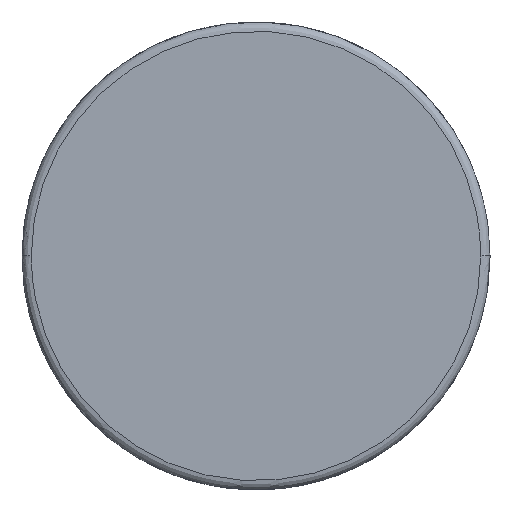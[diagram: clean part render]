
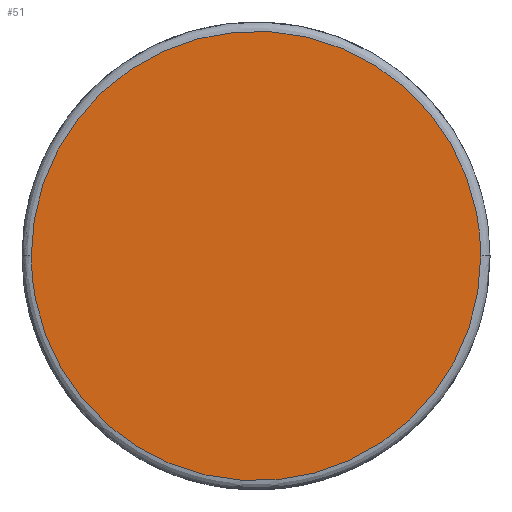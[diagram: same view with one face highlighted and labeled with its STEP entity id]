
A CAD part, top view. The second image highlights one B-rep face of the part: STEP entity #51.
In plain terms, the highlighted free-form (B-spline) face has degree [1, 1] with [2, 2] control points.
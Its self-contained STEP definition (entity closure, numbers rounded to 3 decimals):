
#51=ADVANCED_FACE($,(#87),#434,.T.);
#87=FACE_OUTER_BOUND($,#123,.T.);
#123=EDGE_LOOP($,(#254,#255));
#254=ORIENTED_EDGE($,*,*,#349,.F.);
#255=ORIENTED_EDGE($,*,*,#338,.F.);
#338=EDGE_CURVE($,#392,#398,#452,.T.);
#349=EDGE_CURVE($,#398,#392,#461,.T.);
#392=VERTEX_POINT($,#2420);
#398=VERTEX_POINT($,#2426);
#434=B_SPLINE_SURFACE_WITH_KNOTS($,1,1,((#1982,#1983),(#1984,#1985)),.UNSPECIFIED.,
.F.,.F.,.F.,(2,2),(2,2),(-475.11,-4.89),(-235.11,
235.11),.UNSPECIFIED.);
#452=(
BOUNDED_CURVE()
B_SPLINE_CURVE(3,(#1674,#1675,#1676,#1677,#1678,#1679,#1680,#1681,#1682,
#1683,#1684,#1685,#1686,#1687,#1688,#1689,#1690,#1691,#1692,#1693,#1694,
#1695,#1696,#1697,#1698,#1699,#1700,#1701,#1702,#1703,#1704,#1705,#1706,
#1707,#1708),.UNSPECIFIED.,.F.,.F.)
B_SPLINE_CURVE_WITH_KNOTS((4,1,1,1,1,1,1,1,1,1,1,1,1,1,1,1,1,1,1,1,1,1,1,
1,1,1,1,1,1,1,1,1,4),(0.,32.716,52.795,73.386,
94.064,115.102,136.789,158.674,180.288,
201.905,223.801,245.505,266.564,287.269,
307.893,328.009,362.068,394.784,414.863,
435.454,456.132,477.17,498.857,520.743,
542.357,563.974,585.869,607.573,628.633,
649.338,669.961,690.077,724.137),.UNSPECIFIED.)
CURVE()
GEOMETRIC_REPRESENTATION_ITEM()
RATIONAL_B_SPLINE_CURVE((1.,1.,1.,1.,1.,1.,1.,1.,1.,1.,1.,1.,1.,1.,1.,1.,
1.,1.,1.,1.,1.,1.,1.,1.,1.,1.,1.,1.,1.,1.,1.,1.,1.,1.,1.))
REPRESENTATION_ITEM($)
);
#461=(
BOUNDED_CURVE()
B_SPLINE_CURVE(3,(#1899,#1900,#1901,#1902,#1903,#1904,#1905,#1906,#1907,
#1908,#1909,#1910,#1911,#1912,#1913,#1914,#1915,#1916,#1917,#1918,#1919,
#1920,#1921,#1922,#1923,#1924,#1925,#1926,#1927,#1928,#1929,#1930,#1931,
#1932,#1933),.UNSPECIFIED.,.F.,.F.)
B_SPLINE_CURVE_WITH_KNOTS((4,1,1,1,1,1,1,1,1,1,1,1,1,1,1,1,1,1,1,1,1,1,1,
1,1,1,1,1,1,1,1,1,4),(724.137,756.853,776.932,
797.523,818.2,839.238,860.926,882.811,
904.425,926.042,947.937,969.641,990.701,
1011.406,1032.029,1052.145,1086.205,1118.921,
1139.,1159.591,1180.269,1201.307,1222.994,
1244.879,1266.493,1288.11,1310.006,1331.709,
1352.769,1373.474,1394.098,1414.213,1448.273),
.UNSPECIFIED.)
CURVE()
GEOMETRIC_REPRESENTATION_ITEM()
RATIONAL_B_SPLINE_CURVE((1.,1.,1.,1.,1.,1.,1.,1.,1.,1.,1.,1.,1.,1.,1.,1.,
1.,1.,1.,1.,1.,1.,1.,1.,1.,1.,1.,1.,1.,1.,1.,1.,1.,1.,1.))
REPRESENTATION_ITEM($)
);
#1674=CARTESIAN_POINT($,(84935.233,35779.958,0.));
#1675=CARTESIAN_POINT($,(84935.233,35769.052,0.));
#1676=CARTESIAN_POINT($,(84933.981,35751.454,0.));
#1677=CARTESIAN_POINT($,(84929.465,35727.389,0.));
#1678=CARTESIAN_POINT($,(84923.932,35707.681,0.));
#1679=CARTESIAN_POINT($,(84916.546,35688.248,0.));
#1680=CARTESIAN_POINT($,(84907.273,35669.232,0.));
#1681=CARTESIAN_POINT($,(84896.069,35650.81,0.));
#1682=CARTESIAN_POINT($,(84883.062,35633.374,0.));
#1683=CARTESIAN_POINT($,(84868.487,35617.259,0.));
#1684=CARTESIAN_POINT($,(84852.463,35602.577,0.));
#1685=CARTESIAN_POINT($,(84835.103,35589.452,0.));
#1686=CARTESIAN_POINT($,(84816.74,35578.123,0.));
#1687=CARTESIAN_POINT($,(84797.763,35568.72,0.));
#1688=CARTESIAN_POINT($,(84778.35,35561.204,0.));
#1689=CARTESIAN_POINT($,(84758.645,35555.543,0.));
#1690=CARTESIAN_POINT($,(84734.144,35550.794,0.));
#1691=CARTESIAN_POINT($,(84705.181,35548.65,0.));
#1692=CARTESIAN_POINT($,(84676.229,35550.709,0.));
#1693=CARTESIAN_POINT($,(84652.164,35555.225,0.));
#1694=CARTESIAN_POINT($,(84632.456,35560.758,0.));
#1695=CARTESIAN_POINT($,(84613.023,35568.145,0.));
#1696=CARTESIAN_POINT($,(84594.007,35577.418,0.));
#1697=CARTESIAN_POINT($,(84575.586,35588.621,0.));
#1698=CARTESIAN_POINT($,(84558.149,35601.628,0.));
#1699=CARTESIAN_POINT($,(84542.034,35616.204,0.));
#1700=CARTESIAN_POINT($,(84527.352,35632.227,0.));
#1701=CARTESIAN_POINT($,(84514.227,35649.587,0.));
#1702=CARTESIAN_POINT($,(84502.898,35667.951,0.));
#1703=CARTESIAN_POINT($,(84493.495,35686.928,0.));
#1704=CARTESIAN_POINT($,(84485.979,35706.34,0.));
#1705=CARTESIAN_POINT($,(84480.318,35726.045,0.));
#1706=CARTESIAN_POINT($,(84475.57,35750.546,0.));
#1707=CARTESIAN_POINT($,(84474.233,35768.604,0.));
#1708=CARTESIAN_POINT($,(84474.233,35779.958,0.));
#1899=CARTESIAN_POINT($,(84474.233,35779.958,0.));
#1900=CARTESIAN_POINT($,(84474.233,35790.863,0.));
#1901=CARTESIAN_POINT($,(84475.484,35808.461,0.));
#1902=CARTESIAN_POINT($,(84480.,35832.526,0.));
#1903=CARTESIAN_POINT($,(84485.533,35852.234,0.));
#1904=CARTESIAN_POINT($,(84492.92,35871.667,0.));
#1905=CARTESIAN_POINT($,(84502.193,35890.683,0.));
#1906=CARTESIAN_POINT($,(84513.396,35909.105,0.));
#1907=CARTESIAN_POINT($,(84526.403,35926.541,0.));
#1908=CARTESIAN_POINT($,(84540.979,35942.657,0.));
#1909=CARTESIAN_POINT($,(84557.002,35957.339,0.));
#1910=CARTESIAN_POINT($,(84574.362,35970.464,0.));
#1911=CARTESIAN_POINT($,(84592.726,35981.793,0.));
#1912=CARTESIAN_POINT($,(84611.703,35991.195,0.));
#1913=CARTESIAN_POINT($,(84631.115,35998.712,0.));
#1914=CARTESIAN_POINT($,(84650.82,36004.373,0.));
#1915=CARTESIAN_POINT($,(84675.321,36009.121,0.));
#1916=CARTESIAN_POINT($,(84704.285,36011.265,0.));
#1917=CARTESIAN_POINT($,(84733.236,36009.206,0.));
#1918=CARTESIAN_POINT($,(84757.301,36004.69,0.));
#1919=CARTESIAN_POINT($,(84777.009,35999.157,0.));
#1920=CARTESIAN_POINT($,(84796.443,35991.771,0.));
#1921=CARTESIAN_POINT($,(84815.458,35982.498,0.));
#1922=CARTESIAN_POINT($,(84833.88,35971.294,0.));
#1923=CARTESIAN_POINT($,(84851.316,35958.287,0.));
#1924=CARTESIAN_POINT($,(84867.432,35943.711,0.));
#1925=CARTESIAN_POINT($,(84882.114,35927.688,0.));
#1926=CARTESIAN_POINT($,(84895.239,35910.328,0.));
#1927=CARTESIAN_POINT($,(84906.568,35891.964,0.));
#1928=CARTESIAN_POINT($,(84915.97,35872.988,0.));
#1929=CARTESIAN_POINT($,(84923.487,35853.575,0.));
#1930=CARTESIAN_POINT($,(84929.148,35833.87,0.));
#1931=CARTESIAN_POINT($,(84933.896,35809.369,0.));
#1932=CARTESIAN_POINT($,(84935.233,35791.311,0.));
#1933=CARTESIAN_POINT($,(84935.233,35779.958,0.));
#1982=CARTESIAN_POINT($,(84469.623,35544.847,0.));
#1983=CARTESIAN_POINT($,(84469.623,36015.068,0.));
#1984=CARTESIAN_POINT($,(84939.843,35544.847,0.));
#1985=CARTESIAN_POINT($,(84939.843,36015.068,0.));
#2420=CARTESIAN_POINT($,(84935.233,35779.958,0.));
#2426=CARTESIAN_POINT($,(84474.233,35779.958,0.));
